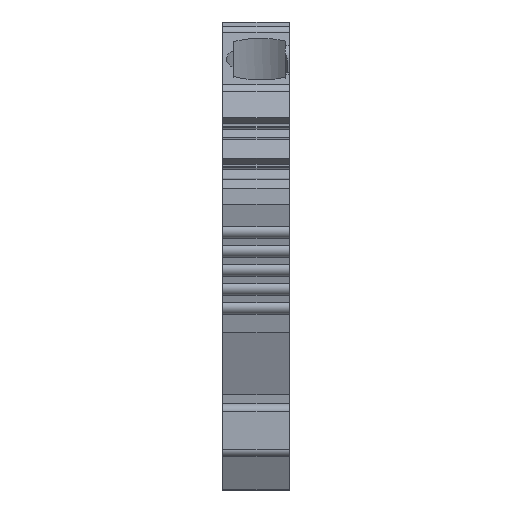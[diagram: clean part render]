
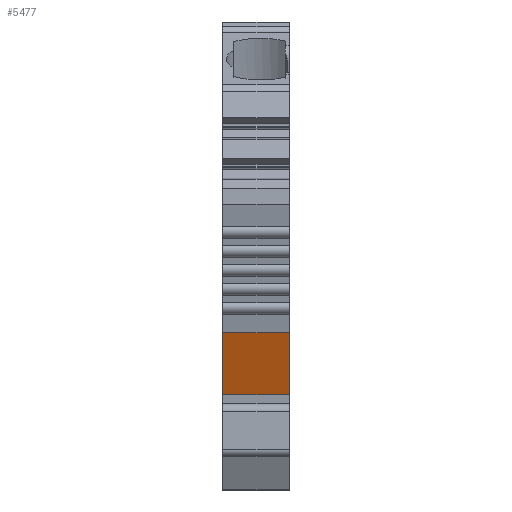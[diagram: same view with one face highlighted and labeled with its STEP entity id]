
A CAD part, left-side view. The second image highlights one B-rep face of the part: STEP entity #5477.
In plain terms, the highlighted planar face has unit normal (-0.927, 0, -0.375).
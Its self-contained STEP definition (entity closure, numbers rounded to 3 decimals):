
#1482=ORIENTED_EDGE('',*,*,#2607,.T.);
#1483=ORIENTED_EDGE('',*,*,#2608,.F.);
#1484=ORIENTED_EDGE('',*,*,#2302,.F.);
#1485=ORIENTED_EDGE('',*,*,#2146,.T.);
#2146=EDGE_CURVE('',#2899,#2898,#3402,.T.);
#2302=EDGE_CURVE('',#2899,#3025,#3524,.T.);
#2607=EDGE_CURVE('',#2898,#3182,#3764,.T.);
#2608=EDGE_CURVE('',#3025,#3182,#3765,.T.);
#2898=VERTEX_POINT('',#8039);
#2899=VERTEX_POINT('',#8041);
#3025=VERTEX_POINT('',#8349);
#3182=VERTEX_POINT('',#8990);
#3402=LINE('',#8040,#4001);
#3524=LINE('',#8351,#4123);
#3764=LINE('',#8989,#4363);
#3765=LINE('',#8991,#4364);
#4001=VECTOR('',#6437,1000.);
#4123=VECTOR('',#6683,1000.);
#4363=VECTOR('',#7303,1000.);
#4364=VECTOR('',#7304,1000.);
#4673=EDGE_LOOP('',(#1482,#1483,#1484,#1485));
#4982=FACE_BOUND('',#4673,.T.);
#5202=PLANE('',#5929);
#5477=ADVANCED_FACE('',(#4982),#5202,.T.);
#5929=AXIS2_PLACEMENT_3D('',#8988,#7301,#7302);
#6437=DIRECTION('',(0.375,0.,-0.927));
#6683=DIRECTION('',(0.,-1.,0.));
#7301=DIRECTION('',(-0.927,0.,-0.375));
#7302=DIRECTION('',(-0.375,0.,0.927));
#7303=DIRECTION('',(0.,-1.,0.));
#7304=DIRECTION('',(0.375,0.,-0.927));
#8039=CARTESIAN_POINT('',(-29.721,5.1,-30.509));
#8040=CARTESIAN_POINT('',(-29.721,5.1,-30.509));
#8041=CARTESIAN_POINT('',(-31.623,5.1,-25.801));
#8349=CARTESIAN_POINT('',(-31.623,0.,-25.801));
#8351=CARTESIAN_POINT('',(-31.623,5.1,-25.801));
#8988=CARTESIAN_POINT('',(-29.721,5.1,-30.509));
#8989=CARTESIAN_POINT('',(-29.721,5.1,-30.509));
#8990=CARTESIAN_POINT('',(-29.721,0.,-30.509));
#8991=CARTESIAN_POINT('',(-29.721,0.,-30.509));
